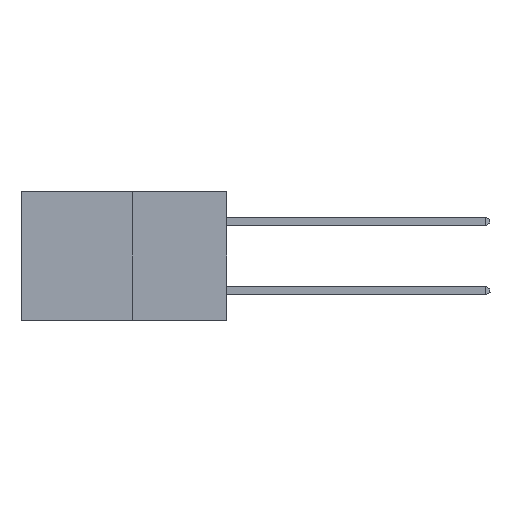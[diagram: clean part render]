
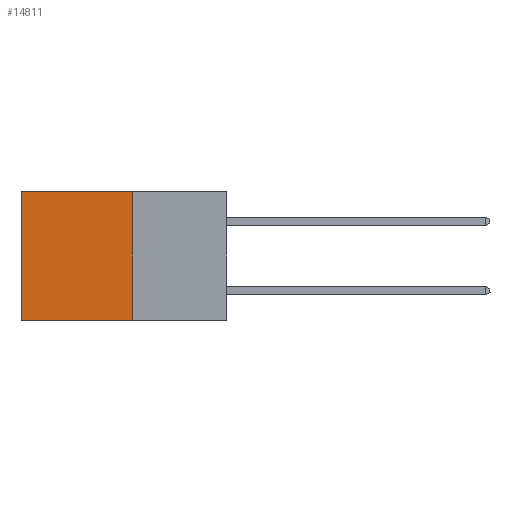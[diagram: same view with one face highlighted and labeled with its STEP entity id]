
A CAD part, left-side view. The second image highlights one B-rep face of the part: STEP entity #14811.
In plain terms, the highlighted planar face has unit normal (-1, 0, 0).
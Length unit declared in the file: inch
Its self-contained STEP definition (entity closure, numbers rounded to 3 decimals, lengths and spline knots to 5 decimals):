
#61 = VECTOR ( 'NONE', #14656, 39.37008 ) ;
#358 = DIRECTION ( 'NONE',  ( 0., 1., 0. ) ) ;
#430 = CARTESIAN_POINT ( 'NONE',  ( 0.277, 0.27, -0.37 ) ) ;
#1410 = VERTEX_POINT ( 'NONE', #5394 ) ;
#1462 = DIRECTION ( 'NONE',  ( 0., 1., 0. ) ) ;
#1639 = EDGE_CURVE ( 'NONE', #12668, #14406, #10942, .T. ) ;
#2425 = VECTOR ( 'NONE', #358, 39.37008 ) ;
#3936 = LINE ( 'NONE', #15201, #11088 ) ;
#4038 = CARTESIAN_POINT ( 'NONE',  ( 0.277, 0.27, -0.37 ) ) ;
#4519 = LINE ( 'NONE', #15880, #61 ) ;
#5394 = CARTESIAN_POINT ( 'NONE',  ( 0.277, 0.27, -0.37 ) ) ;
#5709 = AXIS2_PLACEMENT_3D ( 'NONE', #4038, #6757, #15958 ) ;
#5875 = CARTESIAN_POINT ( 'NONE',  ( 0.277, 0.59, 0. ) ) ;
#5961 = ORIENTED_EDGE ( 'NONE', *, *, #15519, .F. ) ;
#6692 = PLANE ( 'NONE',  #5709 ) ;
#6757 = DIRECTION ( 'NONE',  ( 1., 0., 0. ) ) ;
#7360 = ORIENTED_EDGE ( 'NONE', *, *, #8013, .T. ) ;
#8013 = EDGE_CURVE ( 'NONE', #14406, #14490, #3936, .T. ) ;
#9659 = EDGE_CURVE ( 'NONE', #1410, #14490, #13120, .T. ) ;
#10095 = ORIENTED_EDGE ( 'NONE', *, *, #9659, .F. ) ;
#10146 = CARTESIAN_POINT ( 'NONE',  ( 0.277, 0.27, 0. ) ) ;
#10942 = LINE ( 'NONE', #12737, #16996 ) ;
#11088 = VECTOR ( 'NONE', #15551, 39.37008 ) ;
#11288 = ORIENTED_EDGE ( 'NONE', *, *, #1639, .T. ) ;
#11675 = FACE_OUTER_BOUND ( 'NONE', #13902, .T. ) ;
#12668 = VERTEX_POINT ( 'NONE', #10146 ) ;
#12737 = CARTESIAN_POINT ( 'NONE',  ( 0.277, 0.27, 0. ) ) ;
#13120 = LINE ( 'NONE', #430, #2425 ) ;
#13902 = EDGE_LOOP ( 'NONE', ( #7360, #10095, #5961, #11288 ) ) ;
#14044 = CARTESIAN_POINT ( 'NONE',  ( 0.277, 0.59, -0.37 ) ) ;
#14406 = VERTEX_POINT ( 'NONE', #5875 ) ;
#14490 = VERTEX_POINT ( 'NONE', #14044 ) ;
#14656 = DIRECTION ( 'NONE',  ( 0., 0., -1. ) ) ;
#14811 = ADVANCED_FACE ( 'NONE', ( #11675 ), #6692, .F. ) ;
#15201 = CARTESIAN_POINT ( 'NONE',  ( 0.277, 0.59, -0.37 ) ) ;
#15519 = EDGE_CURVE ( 'NONE', #12668, #1410, #4519, .T. ) ;
#15551 = DIRECTION ( 'NONE',  ( 0., 0., -1. ) ) ;
#15880 = CARTESIAN_POINT ( 'NONE',  ( 0.277, 0.27, -0.37 ) ) ;
#15958 = DIRECTION ( 'NONE',  ( 0., 0., -1. ) ) ;
#16996 = VECTOR ( 'NONE', #1462, 39.37008 ) ;
